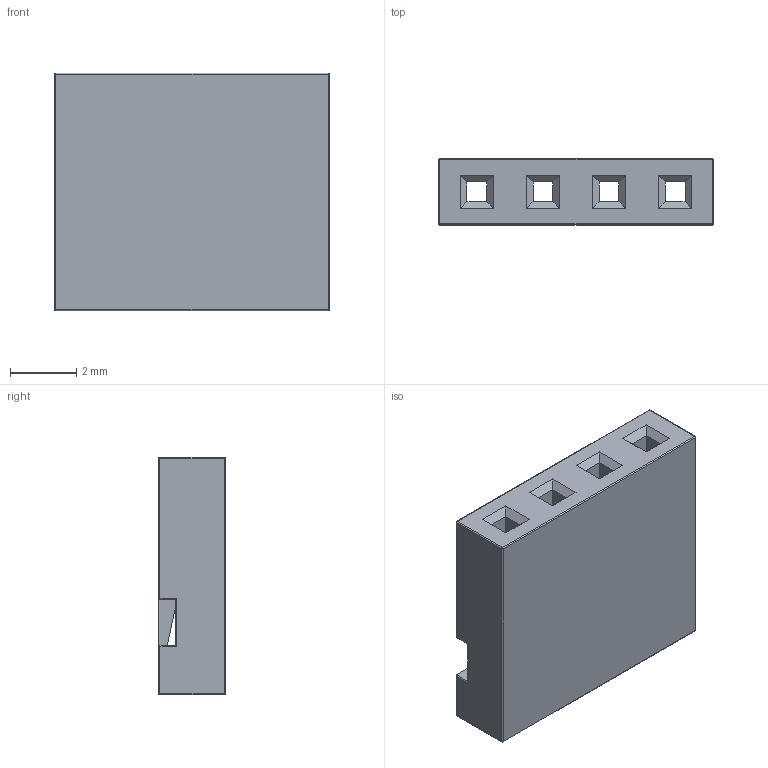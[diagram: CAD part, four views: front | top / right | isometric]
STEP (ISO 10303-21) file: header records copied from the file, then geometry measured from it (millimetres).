
FILE_DESCRIPTION (( 'STEP AP214' ), '1' );
FILE_NAME ('M22 3010400.STEP', '2017-12-18T14:24:50', ( '' ), ( '' ), 'SwSTEP 2.0', 'SolidWorks 2014', '' );
FILE_SCHEMA (( 'AUTOMOTIVE_DESIGN' ));
Length unit declared in the file: millimetre
Products named in the file (1): M22 3010400
Bounding box: 8.3 x 2 x 7.2 mm (x, y, z)
Volume: 53.3 mm3; surface area: 343.7 mm2
Topology: 4 solids, 4 shells, 135 faces, 350 edges, 210 vertices
Faces by surface type: plane 105, cylinder 21, sphere 9
Entity records: 4020 total; most frequent: CARTESIAN_POINT 708, ORIENTED_EDGE 682, DIRECTION 634, EDGE_CURVE 341, LINE 306, VECTOR 306, VERTEX_POINT 210, AXIS2_PLACEMENT_3D 164
